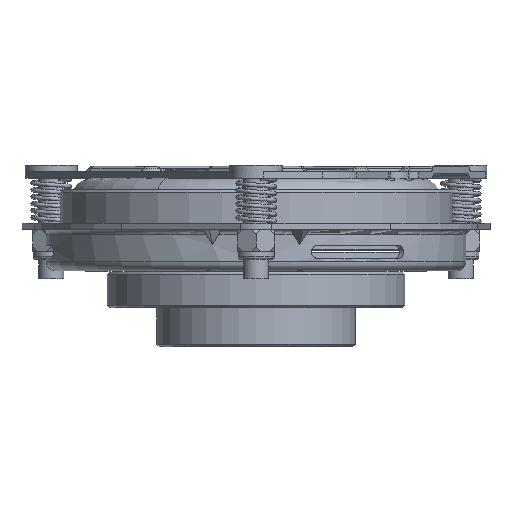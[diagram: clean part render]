
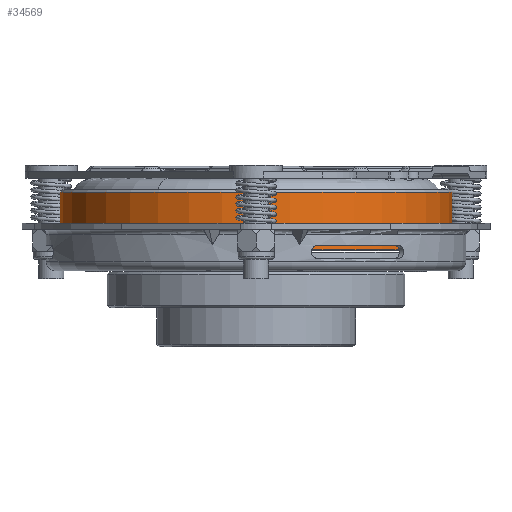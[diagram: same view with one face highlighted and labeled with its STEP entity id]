
A CAD part, front view. The second image highlights one B-rep face of the part: STEP entity #34569.
In plain terms, the highlighted cylindrical face has radius 75 mm (diameter 150 mm), a partial arc.
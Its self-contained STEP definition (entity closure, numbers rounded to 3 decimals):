
#4068 = DIRECTION ( 'NONE',  ( -1., 0., 0. ) ) ;
#4069 = DIRECTION ( 'NONE',  ( 0., 0., -1. ) ) ;
#4070 = AXIS2_PLACEMENT_3D ( 'NONE', #4073, #4069, #4068 ) ;
#4071 = CYLINDRICAL_SURFACE ( 'NONE', #4070, 75. ) ;
#4073 = CARTESIAN_POINT ( 'NONE',  ( 0., 0., -119.39 ) ) ;
#4089 = FACE_OUTER_BOUND ( 'NONE', #34450, .T. ) ;
#5714 = CARTESIAN_POINT ( 'NONE',  ( 75., 0., -29.9 ) ) ;
#21998 = DIRECTION ( 'NONE',  ( 0., 0., -1. ) ) ;
#21999 = VECTOR ( 'NONE', #21998, 1000. ) ;
#22000 = CARTESIAN_POINT ( 'NONE',  ( -75., 0., -119.39 ) ) ;
#22001 = LINE ( 'NONE', #22000, #21999 ) ;
#22007 = CARTESIAN_POINT ( 'NONE',  ( -75., 0., -29.9 ) ) ;
#22062 = CARTESIAN_POINT ( 'NONE',  ( 75., 0., -8. ) ) ;
#22063 = DIRECTION ( 'NONE',  ( 0., 0., -1. ) ) ;
#22064 = VECTOR ( 'NONE', #22063, 1000. ) ;
#22065 = CARTESIAN_POINT ( 'NONE',  ( 75., 0., -119.39 ) ) ;
#22066 = LINE ( 'NONE', #22065, #22064 ) ;
#22123 = CARTESIAN_POINT ( 'NONE',  ( -75., 0., -8. ) ) ;
#34443 = ORIENTED_EDGE ( 'NONE', *, *, #50528, .T. ) ;
#34450 = EDGE_LOOP ( 'NONE', ( #34557, #34443, #34471, #34472 ) ) ;
#34471 = ORIENTED_EDGE ( 'NONE', *, *, #44217, .T. ) ;
#34472 = ORIENTED_EDGE ( 'NONE', *, *, #50436, .T. ) ;
#34557 = ORIENTED_EDGE ( 'NONE', *, *, #44254, .F. ) ;
#34569 = ADVANCED_FACE ( 'NONE', ( #4089 ), #4071, .T. ) ;
#39531 = DIRECTION ( 'NONE',  ( -1., 0., 0. ) ) ;
#39532 = DIRECTION ( 'NONE',  ( 0., 0., 1. ) ) ;
#39533 = CARTESIAN_POINT ( 'NONE',  ( 0., 0., -29.9 ) ) ;
#39534 = AXIS2_PLACEMENT_3D ( 'NONE', #39533, #39532, #39531 ) ;
#39535 = CIRCLE ( 'NONE', #39534, 75. ) ;
#39747 = DIRECTION ( 'NONE',  ( 1., 0., 0. ) ) ;
#39748 = DIRECTION ( 'NONE',  ( 0., 0., -1. ) ) ;
#39749 = CARTESIAN_POINT ( 'NONE',  ( 0., 0., -8. ) ) ;
#39750 = AXIS2_PLACEMENT_3D ( 'NONE', #39749, #39748, #39747 ) ;
#39751 = CIRCLE ( 'NONE', #39750, 75. ) ;
#43894 = VERTEX_POINT ( 'NONE', #5714 ) ;
#44213 = VERTEX_POINT ( 'NONE', #22007 ) ;
#44217 = EDGE_CURVE ( 'NONE', #44268, #44213, #22001, .T. ) ;
#44254 = EDGE_CURVE ( 'NONE', #44256, #43894, #22066, .T. ) ;
#44256 = VERTEX_POINT ( 'NONE', #22062 ) ;
#44268 = VERTEX_POINT ( 'NONE', #22123 ) ;
#50436 = EDGE_CURVE ( 'NONE', #44213, #43894, #39535, .T. ) ;
#50528 = EDGE_CURVE ( 'NONE', #44256, #44268, #39751, .T. ) ;
